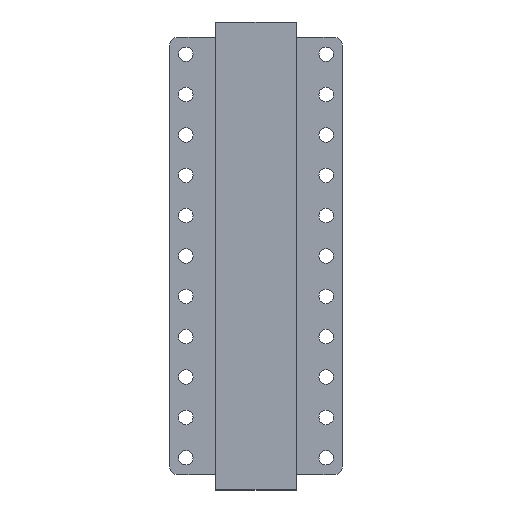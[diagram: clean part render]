
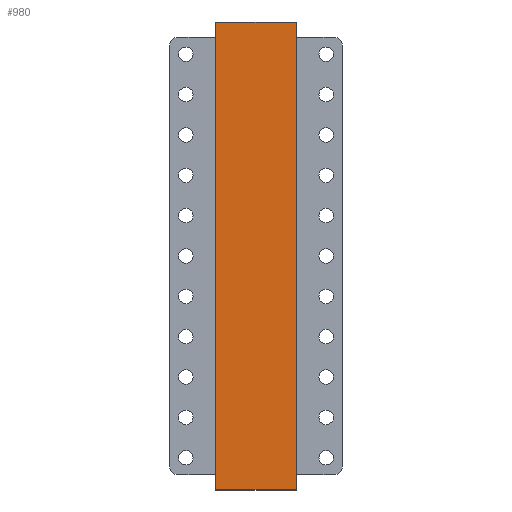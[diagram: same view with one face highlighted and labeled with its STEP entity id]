
A CAD part, front view. The second image highlights one B-rep face of the part: STEP entity #980.
In plain terms, the highlighted planar face has unit normal (0, -1, 0).
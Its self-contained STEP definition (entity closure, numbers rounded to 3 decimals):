
#171 = VERTEX_POINT ( 'NONE', #790 ) ;
#721 = EDGE_CURVE ( 'NONE', #3299, #171, #3515, .T. ) ;
#790 = CARTESIAN_POINT ( 'NONE',  ( -25., -199.5, 395. ) ) ;
#845 = LINE ( 'NONE', #4148, #1644 ) ;
#980 = ADVANCED_FACE ( 'NONE', ( #2554 ), #5837, .T. ) ;
#1006 = DIRECTION ( 'NONE',  ( 0., 0., 1. ) ) ;
#1101 = VECTOR ( 'NONE', #1006, 1000. ) ;
#1427 = VERTEX_POINT ( 'NONE', #4057 ) ;
#1616 = EDGE_CURVE ( 'NONE', #6067, #1427, #1963, .T. ) ;
#1644 = VECTOR ( 'NONE', #2812, 1000. ) ;
#1711 = DIRECTION ( 'NONE',  ( 0., 0., 1. ) ) ;
#1847 = CARTESIAN_POINT ( 'NONE',  ( 25., -199.5, 105. ) ) ;
#1963 = LINE ( 'NONE', #4273, #1101 ) ;
#2261 = CARTESIAN_POINT ( 'NONE',  ( -25., -199.5, 105. ) ) ;
#2534 = ORIENTED_EDGE ( 'NONE', *, *, #2801, .F. ) ;
#2554 = FACE_OUTER_BOUND ( 'NONE', #3402, .T. ) ;
#2644 = DIRECTION ( 'NONE',  ( 0., 0., -1. ) ) ;
#2797 = VECTOR ( 'NONE', #3236, 1000. ) ;
#2801 = EDGE_CURVE ( 'NONE', #6067, #3299, #4740, .T. ) ;
#2812 = DIRECTION ( 'NONE',  ( -1., 0., 0. ) ) ;
#2914 = ORIENTED_EDGE ( 'NONE', *, *, #721, .F. ) ;
#3150 = VECTOR ( 'NONE', #1711, 1000. ) ;
#3236 = DIRECTION ( 'NONE',  ( -1., 0., 0. ) ) ;
#3299 = VERTEX_POINT ( 'NONE', #2261 ) ;
#3402 = EDGE_LOOP ( 'NONE', ( #2914, #2534, #3642, #5893 ) ) ;
#3515 = LINE ( 'NONE', #5912, #3150 ) ;
#3642 = ORIENTED_EDGE ( 'NONE', *, *, #1616, .T. ) ;
#4057 = CARTESIAN_POINT ( 'NONE',  ( 25., -199.5, 395. ) ) ;
#4148 = CARTESIAN_POINT ( 'NONE',  ( 25., -199.5, 395. ) ) ;
#4273 = CARTESIAN_POINT ( 'NONE',  ( 25., -199.5, 105. ) ) ;
#4353 = AXIS2_PLACEMENT_3D ( 'NONE', #5724, #5227, #2644 ) ;
#4708 = CARTESIAN_POINT ( 'NONE',  ( 25., -199.5, 105. ) ) ;
#4740 = LINE ( 'NONE', #4708, #2797 ) ;
#5227 = DIRECTION ( 'NONE',  ( 0., -1., 0. ) ) ;
#5374 = EDGE_CURVE ( 'NONE', #1427, #171, #845, .T. ) ;
#5724 = CARTESIAN_POINT ( 'NONE',  ( 25., -199.5, 105. ) ) ;
#5837 = PLANE ( 'NONE',  #4353 ) ;
#5893 = ORIENTED_EDGE ( 'NONE', *, *, #5374, .T. ) ;
#5912 = CARTESIAN_POINT ( 'NONE',  ( -25., -199.5, 105. ) ) ;
#6067 = VERTEX_POINT ( 'NONE', #1847 ) ;
